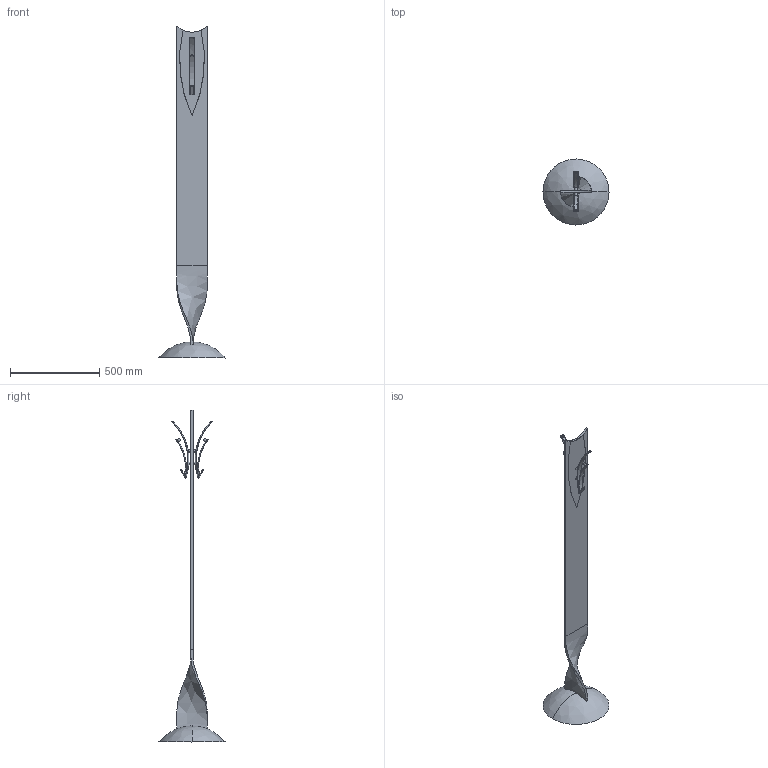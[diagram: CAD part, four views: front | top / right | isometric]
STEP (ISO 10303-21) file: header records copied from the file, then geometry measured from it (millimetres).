
FILE_DESCRIPTION(/* description */ (''),/* implementation_level */ '2;1');
FILE_NAME(/* name */ '074 - Elix',/* time_stamp */ '2010-11-04T17:09:54+01:00',/* author */ (''),/* organization */ (''),/* preprocessor_version */ 'ST-DEVELOPER v10',/* originating_system */ '',/* authorisation */ '');
FILE_SCHEMA (('CONFIG_CONTROL_DESIGN'));
Length unit declared in the file: centimetre
Products named in the file (1): 1
Bounding box: 370 x 369.87 x 1860 mm (x, y, z)
Volume: 9071773.7 mm3; surface area: 1202922.8 mm2
Topology: 13 solids, 13 shells, 132 faces, 308 edges, 196 vertices
Faces by surface type: bspline 88, plane 44
Entity records: 5387 total; most frequent: CARTESIAN_POINT 3395, ORIENTED_EDGE 600, EDGE_CURVE 300, B_SPLINE_CURVE_WITH_KNOTS 217, VERTEX_POINT 196, EDGE_LOOP 134, ADVANCED_FACE 132, FACE_OUTER_BOUND 132
